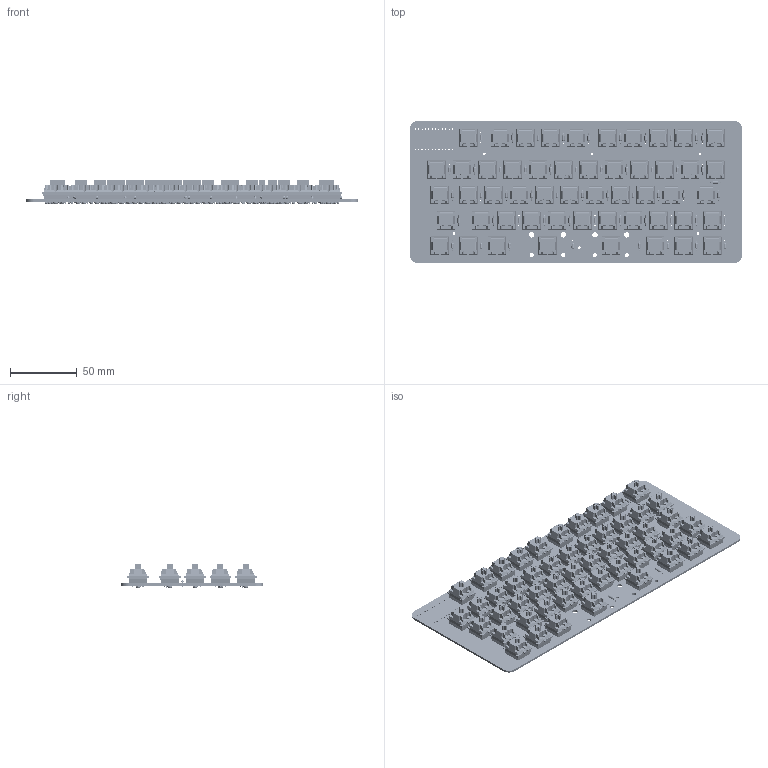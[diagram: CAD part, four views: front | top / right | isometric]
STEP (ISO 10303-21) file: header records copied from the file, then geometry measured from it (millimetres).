
FILE_DESCRIPTION(('KiCad electronic assembly'),'2;1');
FILE_NAME('000k-pcb.step','2024-01-25T07:51:43',('Pcbnew'),('Kicad'), 'Open CASCADE STEP processor 7.6','KiCad to STEP converter','Unknown' );
FILE_SCHEMA(('AUTOMOTIVE_DESIGN { 1 0 10303 214 1 1 1 1 }'));
Length unit declared in the file: millimetre
Products named in the file (6): 000k-pcb 1; D_DO-35_SOD27_P7.62mm_Horizontal; switch; cherry mx v28; 000k-pcb PCB
Assembly tree (107 placements, depth 3):
  000k-pcb 1
    D_DO-35_SOD27_P7.62mm_Horizontal  x52
      D_DO-35_SOD27_P7.62mm_Horizontal
    switch  x52
      cherry mx v28
    000k-pcb PCB
Bounding box: 249.55 x 106.96 x 17.68 mm (x, y, z)
Volume: 132174.2 mm3; surface area: 148397.8 mm2
Topology: 521 solids, 521 shells, 8232 faces, 19958 edges, 12976 vertices
Faces by surface type: plane 5854, cylinder 1910, torus 208, cone 156, sphere 104
Full cylindrical faces by diameter (mm): 0.5 x156, 0.8 x104, 1 x24, 1.524 x104, 1.6 x104, 1.702 x104, 2 x104, 2.02 x52, 2.2 x6, 3.048 x4, 3.85 x52, 3.988 x56
Entity records: 66366 total; most frequent: CARTESIAN_POINT 17960, DIRECTION 8940, ORIENTED_EDGE 4828, PCURVE 4828, DEFINITIONAL_REPRESENTATION 4828, LINE 4461, VECTOR 4461, EDGE_CURVE 2414
